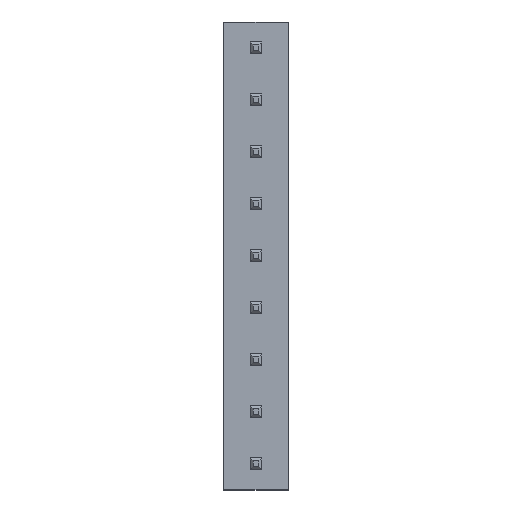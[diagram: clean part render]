
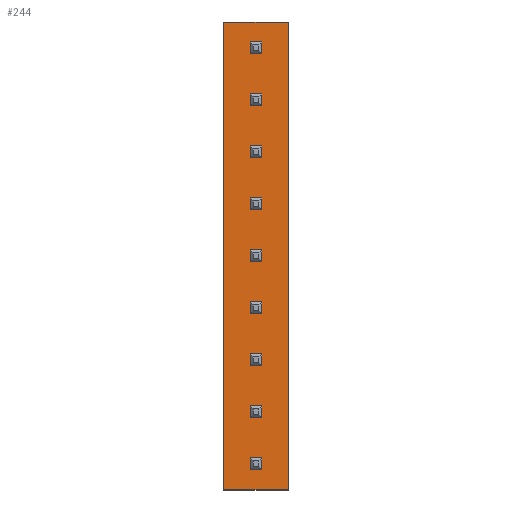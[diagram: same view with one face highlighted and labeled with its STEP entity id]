
A CAD part, top view. The second image highlights one B-rep face of the part: STEP entity #244.
In plain terms, the highlighted planar face has unit normal (0, 0, 1).
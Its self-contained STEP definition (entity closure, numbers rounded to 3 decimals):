
#115 = VERTEX_POINT('',#116);
#116 = CARTESIAN_POINT('',(-3.175,2.54,2.54));
#122 = EDGE_CURVE('',#115,#123,#125,.T.);
#123 = VERTEX_POINT('',#124);
#124 = CARTESIAN_POINT('',(-3.175,-43.18,2.54));
#125 = LINE('',#126,#127);
#126 = CARTESIAN_POINT('',(-3.175,2.54,2.54));
#127 = VECTOR('',#128,1.);
#128 = DIRECTION('',(0.,-1.,0.));
#153 = EDGE_CURVE('',#123,#154,#156,.T.);
#154 = VERTEX_POINT('',#155);
#155 = CARTESIAN_POINT('',(3.175,-43.18,2.54));
#156 = LINE('',#157,#158);
#157 = CARTESIAN_POINT('',(-3.175,-43.18,2.54));
#158 = VECTOR('',#159,1.);
#159 = DIRECTION('',(1.,0.,0.));
#184 = EDGE_CURVE('',#154,#185,#187,.T.);
#185 = VERTEX_POINT('',#186);
#186 = CARTESIAN_POINT('',(3.175,2.54,2.54));
#187 = LINE('',#188,#189);
#188 = CARTESIAN_POINT('',(3.175,-43.18,2.54));
#189 = VECTOR('',#190,1.);
#190 = DIRECTION('',(0.,1.,0.));
#215 = EDGE_CURVE('',#185,#115,#216,.T.);
#216 = LINE('',#217,#218);
#217 = CARTESIAN_POINT('',(3.175,2.54,2.54));
#218 = VECTOR('',#219,1.);
#219 = DIRECTION('',(-1.,0.,0.));
#244 = ADVANCED_FACE('',(#245),#251,.T.);
#245 = FACE_BOUND('',#246,.T.);
#246 = EDGE_LOOP('',(#247,#248,#249,#250));
#247 = ORIENTED_EDGE('',*,*,#122,.T.);
#248 = ORIENTED_EDGE('',*,*,#153,.T.);
#249 = ORIENTED_EDGE('',*,*,#184,.T.);
#250 = ORIENTED_EDGE('',*,*,#215,.T.);
#251 = PLANE('',#252);
#252 = AXIS2_PLACEMENT_3D('',#253,#254,#255);
#253 = CARTESIAN_POINT('',(0.,-20.32,2.54));
#254 = DIRECTION('',(0.,0.,1.));
#255 = DIRECTION('',(1.,0.,-0.));
